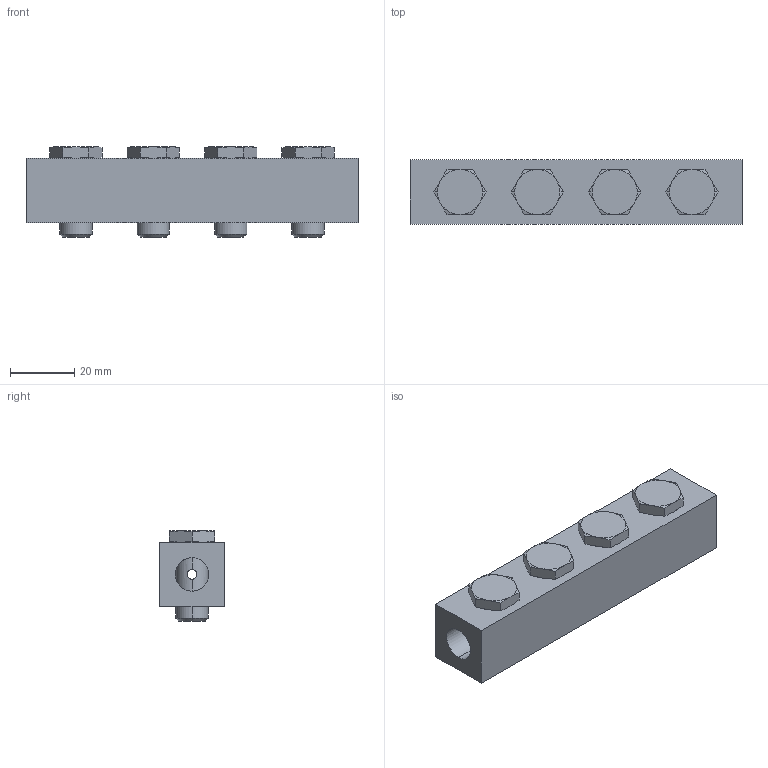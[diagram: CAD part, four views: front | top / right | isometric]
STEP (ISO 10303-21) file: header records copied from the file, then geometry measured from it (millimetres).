
FILE_DESCRIPTION(('HOOPS Exchange Step'),'2;1');
FILE_NAME('export-994A347E-4D24-405C-BCA9-F0A4626DDED3.stp','2021-10-28T15:45:01+02:00',('User'),('Alibre'),'HOOPS Exchange 2020.1','Alibre','Unknown authorisation');
FILE_SCHEMA( ('AP242_MANAGED_MODEL_BASED_3D_ENGINEERING_MIM_LF {1 0 10303 442 1 1 4 }') );
Length unit declared in the file: millimetre
Products named in the file (1): 5752 0221000400 4-way Pneumatic Manifold 1-8''
Bounding box: 103 x 20 x 28 mm (x, y, z)
Volume: 36864.2 mm3; surface area: 15231.2 mm2
Topology: 1 solids, 1 shells, 144 faces, 378 edges, 224 vertices
Faces by surface type: cone 76, plane 38, cylinder 30
Full cylindrical faces by diameter (mm): 3 x8, 5.2 x4
Entity records: 7827 total; most frequent: CARTESIAN_POINT 4452, ORIENTED_EDGE 748, DIRECTION 622, EDGE_CURVE 374, AXIS2_PLACEMENT_3D 254, VERTEX_POINT 224, EDGE_LOOP 162, FACE_BOUND 162
